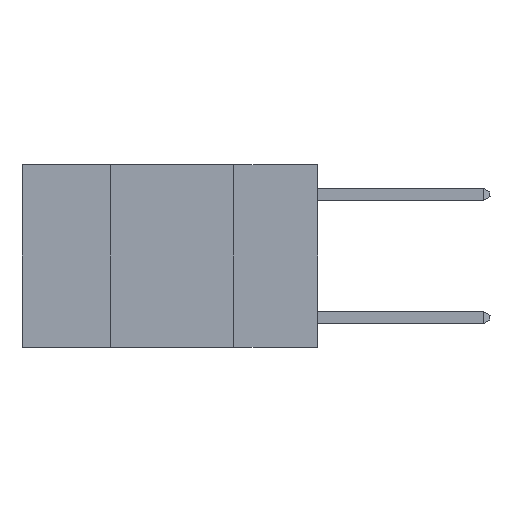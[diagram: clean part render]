
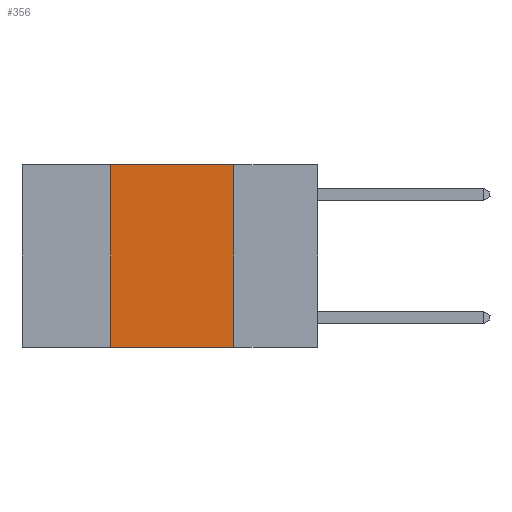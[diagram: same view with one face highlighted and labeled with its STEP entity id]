
A CAD part, left-side view. The second image highlights one B-rep face of the part: STEP entity #356.
In plain terms, the highlighted planar face has unit normal (-1, 0, 0).
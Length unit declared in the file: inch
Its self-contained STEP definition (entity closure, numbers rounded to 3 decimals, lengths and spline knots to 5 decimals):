
#118 = DIRECTION ( 'NONE',  ( 0., 0., 1. ) ) ;
#254 = CARTESIAN_POINT ( 'NONE',  ( 0., 0.42, 0. ) ) ;
#356 = ADVANCED_FACE ( 'NONE', ( #8997 ), #4101, .F. ) ;
#383 = DIRECTION ( 'NONE',  ( 0., 0., -1. ) ) ;
#1171 = CARTESIAN_POINT ( 'NONE',  ( 0., 0.42, -0.37 ) ) ;
#1237 = EDGE_CURVE ( 'NONE', #11292, #12848, #1295, .T. ) ;
#1295 = LINE ( 'NONE', #2155, #1749 ) ;
#1600 = DIRECTION ( 'NONE',  ( 0., -1., 0. ) ) ;
#1749 = VECTOR ( 'NONE', #118, 39.37008 ) ;
#1978 = VECTOR ( 'NONE', #383, 39.37008 ) ;
#2155 = CARTESIAN_POINT ( 'NONE',  ( 0., 0.42, 0. ) ) ;
#2205 = EDGE_CURVE ( 'NONE', #6644, #11240, #10650, .T. ) ;
#2552 = LINE ( 'NONE', #5592, #12949 ) ;
#4101 = PLANE ( 'NONE',  #10284 ) ;
#4163 = DIRECTION ( 'NONE',  ( 0., 0., -1. ) ) ;
#4879 = ORIENTED_EDGE ( 'NONE', *, *, #9314, .F. ) ;
#5153 = DIRECTION ( 'NONE',  ( 1., 0., 0. ) ) ;
#5174 = EDGE_CURVE ( 'NONE', #11292, #11240, #2552, .T. ) ;
#5592 = CARTESIAN_POINT ( 'NONE',  ( 0., 0.6, -0.37 ) ) ;
#6644 = VERTEX_POINT ( 'NONE', #11888 ) ;
#7071 = CARTESIAN_POINT ( 'NONE',  ( 0., 0.6, 0. ) ) ;
#7377 = ORIENTED_EDGE ( 'NONE', *, *, #2205, .F. ) ;
#8997 = FACE_OUTER_BOUND ( 'NONE', #11434, .T. ) ;
#9314 = EDGE_CURVE ( 'NONE', #12848, #6644, #9348, .T. ) ;
#9348 = LINE ( 'NONE', #10603, #11118 ) ;
#9384 = CARTESIAN_POINT ( 'NONE',  ( 0., 0.17, 0. ) ) ;
#9456 = ORIENTED_EDGE ( 'NONE', *, *, #1237, .F. ) ;
#9561 = DIRECTION ( 'NONE',  ( 0., -1., 0. ) ) ;
#10284 = AXIS2_PLACEMENT_3D ( 'NONE', #7071, #5153, #4163 ) ;
#10603 = CARTESIAN_POINT ( 'NONE',  ( 0., 0.6, 0. ) ) ;
#10650 = LINE ( 'NONE', #9384, #1978 ) ;
#11118 = VECTOR ( 'NONE', #1600, 39.37008 ) ;
#11240 = VERTEX_POINT ( 'NONE', #12943 ) ;
#11282 = ORIENTED_EDGE ( 'NONE', *, *, #5174, .T. ) ;
#11292 = VERTEX_POINT ( 'NONE', #1171 ) ;
#11434 = EDGE_LOOP ( 'NONE', ( #7377, #4879, #9456, #11282 ) ) ;
#11888 = CARTESIAN_POINT ( 'NONE',  ( 0., 0.17, 0. ) ) ;
#12848 = VERTEX_POINT ( 'NONE', #254 ) ;
#12943 = CARTESIAN_POINT ( 'NONE',  ( 0., 0.17, -0.37 ) ) ;
#12949 = VECTOR ( 'NONE', #9561, 39.37008 ) ;
